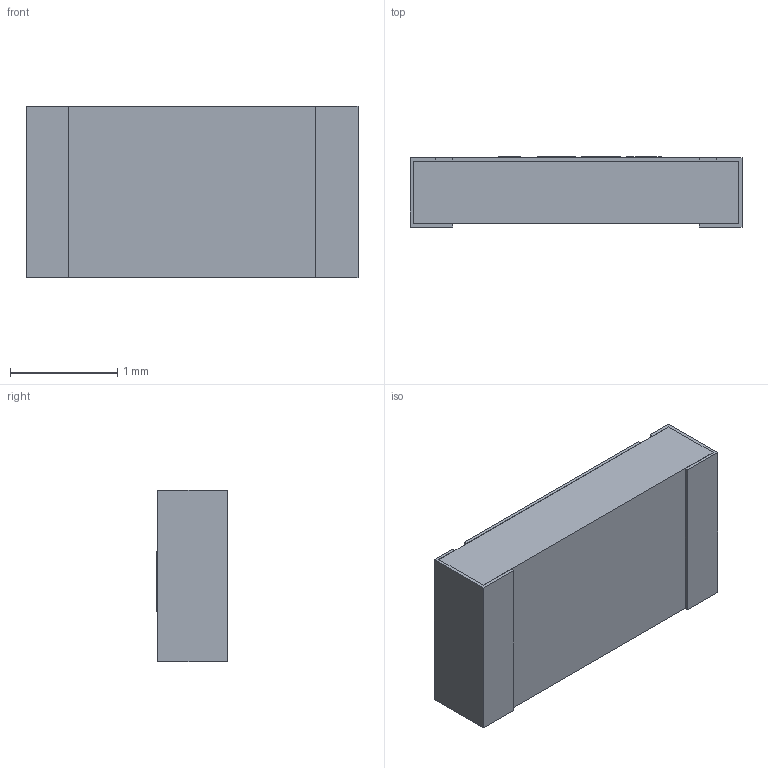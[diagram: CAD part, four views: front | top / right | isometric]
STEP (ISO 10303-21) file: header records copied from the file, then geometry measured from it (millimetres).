
FILE_DESCRIPTION(('HOOPS Exchange Step'),'2;1');
FILE_NAME('RC1206FR-0720RL.STP','2023-09-13T20:22:35+17:00',('RBI'),('None'),'HOOPS Exchange 2022.2','SOLIDWORKS MBD','None');
FILE_SCHEMA( ('AP242_MANAGED_MODEL_BASED_3D_ENGINEERING_MIM_LF {1 0 10303 442 1 1 4 }') );
Length unit declared in the file: millimetre
Products named in the file (1): Default
Bounding box: 3.1 x 0.66 x 1.6 mm (x, y, z)
Volume: 3.1 mm3; surface area: 31.7 mm2
Topology: 4 solids, 4 shells, 86 faces, 216 edges, 144 vertices
Faces by surface type: plane 62, bspline 24
Entity records: 4025 total; most frequent: CARTESIAN_POINT 1979, ORIENTED_EDGE 432, DIRECTION 300, EDGE_CURVE 216, VECTOR 168, LINE 168, VERTEX_POINT 144, EDGE_LOOP 92
